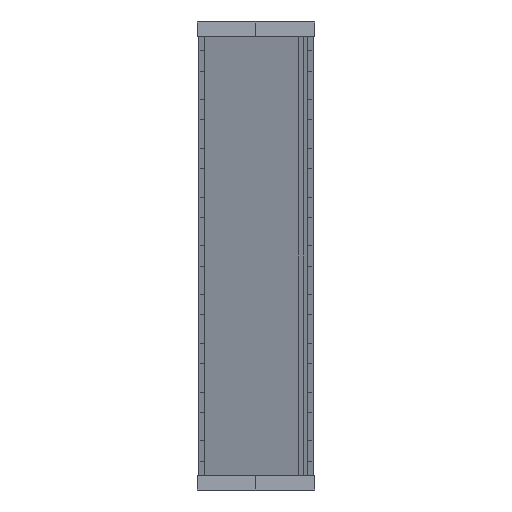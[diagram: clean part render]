
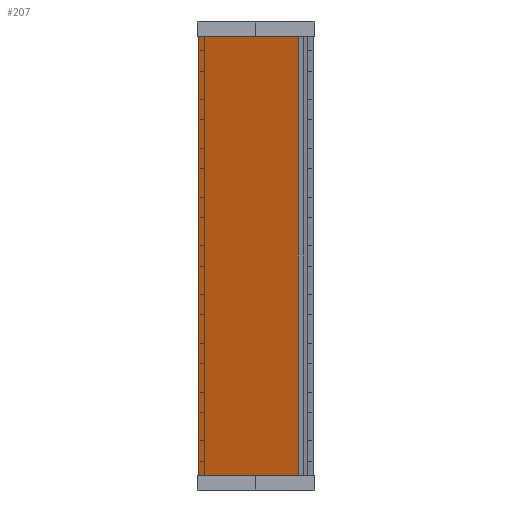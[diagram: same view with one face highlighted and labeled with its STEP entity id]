
A CAD part, left-side view. The second image highlights one B-rep face of the part: STEP entity #207.
In plain terms, the highlighted planar face has unit normal (-0.94, 0.342, 0).
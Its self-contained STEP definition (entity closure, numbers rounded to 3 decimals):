
#94 = ORIENTED_EDGE ( 'NONE', *, *, #4296, .F. ) ;
#207 = ADVANCED_FACE ( 'NONE', ( #8073 ), #5542, .F. ) ;
#230 = VERTEX_POINT ( 'NONE', #7198 ) ;
#477 = CARTESIAN_POINT ( 'NONE',  ( 6.361, 0.9, 0. ) ) ;
#488 = VECTOR ( 'NONE', #8135, 1000. ) ;
#1390 = CARTESIAN_POINT ( 'NONE',  ( 6.033, 0., -150. ) ) ;
#1437 = CARTESIAN_POINT ( 'NONE',  ( -7.434, -37., -150. ) ) ;
#1812 = VERTEX_POINT ( 'NONE', #7833 ) ;
#1995 = LINE ( 'NONE', #5938, #4210 ) ;
#2002 = VECTOR ( 'NONE', #3459, 1000. ) ;
#2338 = EDGE_CURVE ( 'NONE', #3464, #4709, #3951, .T. ) ;
#2426 = VERTEX_POINT ( 'NONE', #7449 ) ;
#2438 = CARTESIAN_POINT ( 'NONE',  ( 6.033, 0., 0. ) ) ;
#2502 = CARTESIAN_POINT ( 'NONE',  ( -7.434, -37., -150. ) ) ;
#2756 = LINE ( 'NONE', #8104, #488 ) ;
#2936 = EDGE_CURVE ( 'NONE', #6531, #6803, #2756, .T. ) ;
#2954 = ORIENTED_EDGE ( 'NONE', *, *, #2338, .F. ) ;
#3162 = DIRECTION ( 'NONE',  ( 0., 0., 1. ) ) ;
#3380 = DIRECTION ( 'NONE',  ( -0.342, -0.94, 0. ) ) ;
#3459 = DIRECTION ( 'NONE',  ( 0., 0., -1. ) ) ;
#3464 = VERTEX_POINT ( 'NONE', #3491 ) ;
#3491 = CARTESIAN_POINT ( 'NONE',  ( -6.955, -35.684, -150. ) ) ;
#3701 = ORIENTED_EDGE ( 'NONE', *, *, #2936, .T. ) ;
#3716 = VECTOR ( 'NONE', #3162, 1000. ) ;
#3777 = LINE ( 'NONE', #1390, #8594 ) ;
#3951 = LINE ( 'NONE', #11352, #5917 ) ;
#3985 = DIRECTION ( 'NONE',  ( -0.342, -0.94, 0. ) ) ;
#4210 = VECTOR ( 'NONE', #3985, 1000. ) ;
#4296 = EDGE_CURVE ( 'NONE', #4709, #2426, #3777, .T. ) ;
#4473 = VECTOR ( 'NONE', #3380, 1000. ) ;
#4709 = VERTEX_POINT ( 'NONE', #4835 ) ;
#4835 = CARTESIAN_POINT ( 'NONE',  ( 5.075, -2.632, -150. ) ) ;
#5145 = CARTESIAN_POINT ( 'NONE',  ( 6.033, 0., -150. ) ) ;
#5184 = DIRECTION ( 'NONE',  ( 0.342, 0.94, 0. ) ) ;
#5542 = PLANE ( 'NONE',  #8413 ) ;
#5701 = DIRECTION ( 'NONE',  ( 0.94, -0.342, 0. ) ) ;
#5728 = DIRECTION ( 'NONE',  ( 0.342, 0.94, 0. ) ) ;
#5912 = EDGE_CURVE ( 'NONE', #2426, #1812, #11463, .T. ) ;
#5917 = VECTOR ( 'NONE', #11458, 1000. ) ;
#5938 = CARTESIAN_POINT ( 'NONE',  ( -7.597, -37.45, -150. ) ) ;
#6315 = LINE ( 'NONE', #477, #11153 ) ;
#6531 = VERTEX_POINT ( 'NONE', #10003 ) ;
#6591 = EDGE_CURVE ( 'NONE', #6803, #1812, #6315, .T. ) ;
#6803 = VERTEX_POINT ( 'NONE', #7749 ) ;
#6881 = ORIENTED_EDGE ( 'NONE', *, *, #6591, .T. ) ;
#7193 = ORIENTED_EDGE ( 'NONE', *, *, #5912, .F. ) ;
#7198 = CARTESIAN_POINT ( 'NONE',  ( -7.434, -37., 0. ) ) ;
#7449 = CARTESIAN_POINT ( 'NONE',  ( 6.033, 0., -150. ) ) ;
#7707 = LINE ( 'NONE', #2502, #2002 ) ;
#7749 = CARTESIAN_POINT ( 'NONE',  ( 5.075, -2.632, 0. ) ) ;
#7833 = CARTESIAN_POINT ( 'NONE',  ( 6.033, 0., 0. ) ) ;
#8073 = FACE_OUTER_BOUND ( 'NONE', #11775, .T. ) ;
#8104 = CARTESIAN_POINT ( 'NONE',  ( 6.033, 0., 0. ) ) ;
#8135 = DIRECTION ( 'NONE',  ( 0.342, 0.94, 0. ) ) ;
#8173 = DIRECTION ( 'NONE',  ( 0.342, 0.94, 0. ) ) ;
#8237 = ORIENTED_EDGE ( 'NONE', *, *, #12580, .F. ) ;
#8413 = AXIS2_PLACEMENT_3D ( 'NONE', #5145, #5701, #5728 ) ;
#8594 = VECTOR ( 'NONE', #5184, 1000. ) ;
#9521 = EDGE_CURVE ( 'NONE', #230, #10507, #7707, .T. ) ;
#9934 = CARTESIAN_POINT ( 'NONE',  ( 6.033, 0., -150. ) ) ;
#10003 = CARTESIAN_POINT ( 'NONE',  ( -6.955, -35.684, 0. ) ) ;
#10507 = VERTEX_POINT ( 'NONE', #1437 ) ;
#11153 = VECTOR ( 'NONE', #8173, 1000. ) ;
#11295 = ORIENTED_EDGE ( 'NONE', *, *, #11532, .T. ) ;
#11352 = CARTESIAN_POINT ( 'NONE',  ( 6.033, 0., -150. ) ) ;
#11458 = DIRECTION ( 'NONE',  ( 0.342, 0.94, 0. ) ) ;
#11463 = LINE ( 'NONE', #9934, #3716 ) ;
#11532 = EDGE_CURVE ( 'NONE', #3464, #10507, #1995, .T. ) ;
#11775 = EDGE_LOOP ( 'NONE', ( #3701, #6881, #7193, #94, #2954, #11295, #12542, #8237 ) ) ;
#12542 = ORIENTED_EDGE ( 'NONE', *, *, #9521, .F. ) ;
#12573 = LINE ( 'NONE', #2438, #4473 ) ;
#12580 = EDGE_CURVE ( 'NONE', #6531, #230, #12573, .T. ) ;
